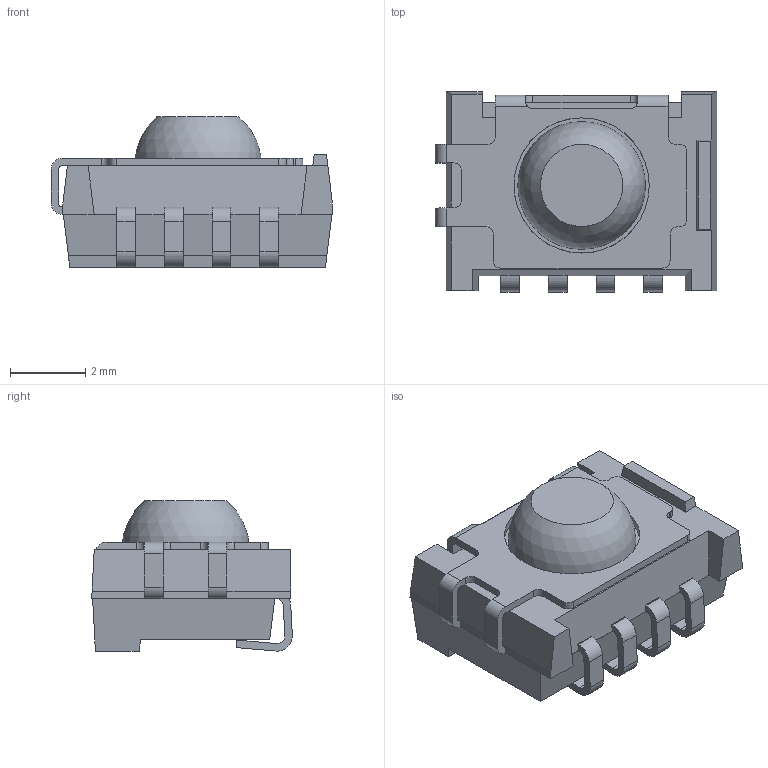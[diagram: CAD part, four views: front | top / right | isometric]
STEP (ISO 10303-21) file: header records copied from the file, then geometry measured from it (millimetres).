
FILE_DESCRIPTION(/* description */ ('Unknown'),/* implementation_level */ '2;1');
FILE_NAME(/* name */ 'TSSP96038TR',/* time_stamp */ '2024-07-03T13:05:20+02:00',/* author */ ('Unknown'),/* organization */ ('Unknown'),/* preprocessor_version */ 'ST-DEVELOPER v19.4',/* originating_system */ 'Solid Edge',/* authorisation */ 'Unknown');
FILE_SCHEMA (('AUTOMOTIVE_DESIGN {1 0 10303 214 3 1 1}'));
Length unit declared in the file: millimetre
Products named in the file (1): 82826SMD
Bounding box: 7.5 x 5.34 x 4 mm (x, y, z)
Volume: 91.1 mm3; surface area: 191.3 mm2
Topology: 1 solids, 1 shells, 162 faces, 483 edges, 317 vertices
Faces by surface type: plane 111, cylinder 50, sphere 1
Full cylindrical faces by diameter (mm): 3 x1, 3.6 x1
Entity records: 6587 total; most frequent: CARTESIAN_POINT 1028, ORIENTED_EDGE 956, DIRECTION 889, EDGE_CURVE 478, LINE 349, VECTOR 349, VERTEX_POINT 315, AXIS2_PLACEMENT_3D 270
